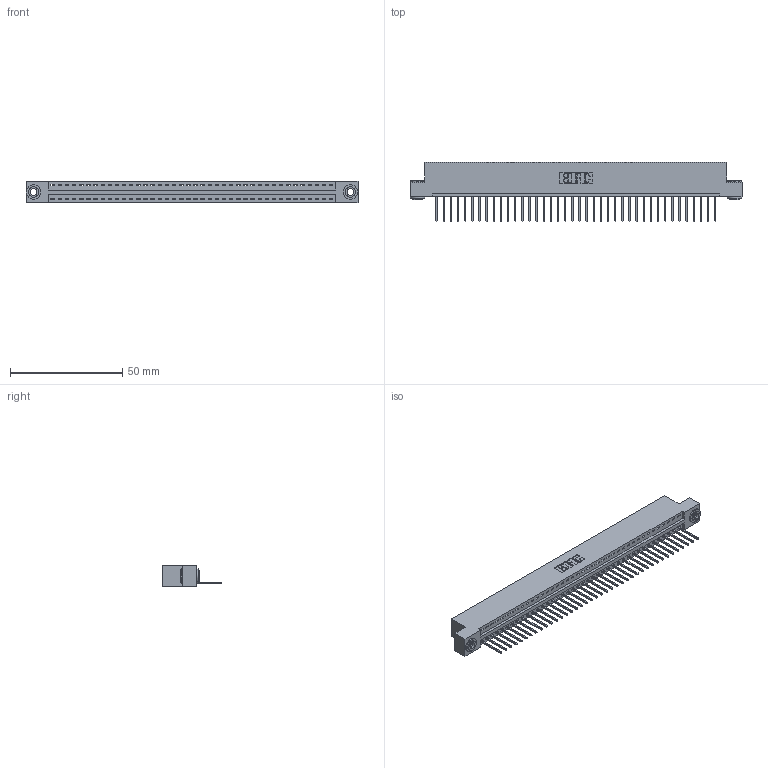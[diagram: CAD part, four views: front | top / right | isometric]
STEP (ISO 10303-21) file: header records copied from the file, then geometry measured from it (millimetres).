
FILE_DESCRIPTION (( 'STEP AP203' ), '1' );
FILE_NAME ('346-040-522-103.STEP', '2022-05-07T09:09:09', ( '' ), ( '' ), 'SwSTEP 2.0', 'SolidWorks 2020', '' );
FILE_SCHEMA (( 'CONFIG_CONTROL_DESIGN' ));
Length unit declared in the file: inch
Products named in the file (4): 345-250-002_345-250-002-102; 346 Part_Flush Mounting Lugs - 0.156 Dia-TH; 345-292-001_345-293-122; 346-040-522-103
Assembly tree (43 placements, depth 2):
  346-040-522-103
    346 Part_Flush Mounting Lugs - 0.156 Dia-TH
    345-292-001_345-293-122  x40
    345-250-002_345-250-002-102  x2
Bounding box: 147.57 x 26.42 x 9.4 mm (x, y, z)
Volume: 14118.6 mm3; surface area: 18023.6 mm2
Topology: 43 solids, 43 shells, 2494 faces, 7481 edges, 4930 vertices
Faces by surface type: plane 1700, cylinder 786, cone 8
Entity records: 26178 total; most frequent: CARTESIAN_POINT 4469, ORIENTED_EDGE 4434, DIRECTION 3975, EDGE_CURVE 2217, LINE 1901, VECTOR 1901, VERTEX_POINT 1474, AXIS2_PLACEMENT_3D 1037
